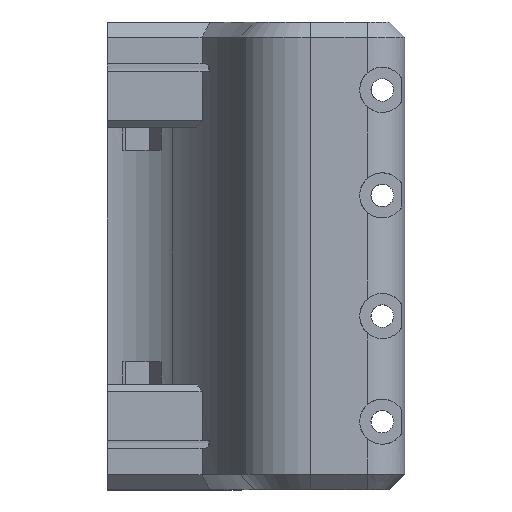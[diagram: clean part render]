
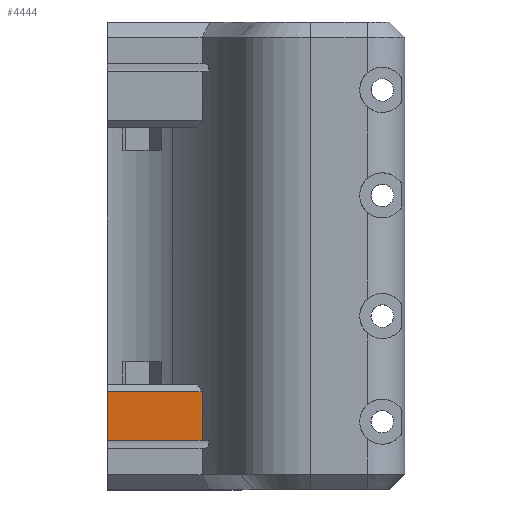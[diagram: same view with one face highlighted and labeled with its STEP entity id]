
A CAD part, top view. The second image highlights one B-rep face of the part: STEP entity #4444.
In plain terms, the highlighted planar face has unit normal (0, 0, 1).
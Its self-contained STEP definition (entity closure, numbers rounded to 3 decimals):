
#369 = PLANE('',#370);
#370 = AXIS2_PLACEMENT_3D('',#371,#372,#373);
#371 = CARTESIAN_POINT('',(0.,5.,1.));
#372 = DIRECTION('',(1.,0.,0.));
#373 = DIRECTION('',(-0.,0.,1.));
#1553 = VERTEX_POINT('',#1554);
#1554 = CARTESIAN_POINT('',(0.,-24.5,14.));
#1568 = PLANE('',#1569);
#1569 = AXIS2_PLACEMENT_3D('',#1570,#1571,#1572);
#1570 = CARTESIAN_POINT('',(16.4,-24.5,3.969));
#1571 = DIRECTION('',(0.,1.,0.));
#1572 = DIRECTION('',(0.,0.,1.));
#1579 = EDGE_CURVE('',#1553,#1580,#1582,.T.);
#1580 = VERTEX_POINT('',#1581);
#1581 = CARTESIAN_POINT('',(0.,-18.,14.));
#1582 = SURFACE_CURVE('',#1583,(#1587,#1594),.PCURVE_S1.);
#1583 = LINE('',#1584,#1585);
#1584 = CARTESIAN_POINT('',(0.,-31.,14.));
#1585 = VECTOR('',#1586,1.);
#1586 = DIRECTION('',(0.,1.,0.));
#1587 = PCURVE('',#369,#1588);
#1588 = DEFINITIONAL_REPRESENTATION('',(#1589),#1593);
#1589 = LINE('',#1590,#1591);
#1590 = CARTESIAN_POINT('',(13.,36.));
#1591 = VECTOR('',#1592,1.);
#1592 = DIRECTION('',(0.,-1.));
#1593 = ( GEOMETRIC_REPRESENTATION_CONTEXT(2) 
PARAMETRIC_REPRESENTATION_CONTEXT() REPRESENTATION_CONTEXT('2D SPACE',''
  ) );
#1594 = PCURVE('',#1595,#1600);
#1595 = PLANE('',#1596);
#1596 = AXIS2_PLACEMENT_3D('',#1597,#1598,#1599);
#1597 = CARTESIAN_POINT('',(0.,-31.,14.));
#1598 = DIRECTION('',(0.,0.,-1.));
#1599 = DIRECTION('',(1.,0.,0.));
#1600 = DEFINITIONAL_REPRESENTATION('',(#1601),#1605);
#1601 = LINE('',#1602,#1603);
#1602 = CARTESIAN_POINT('',(0.,0.));
#1603 = VECTOR('',#1604,1.);
#1604 = DIRECTION('',(0.,-1.));
#1605 = ( GEOMETRIC_REPRESENTATION_CONTEXT(2) 
PARAMETRIC_REPRESENTATION_CONTEXT() REPRESENTATION_CONTEXT('2D SPACE',''
  ) );
#1623 = PLANE('',#1624);
#1624 = AXIS2_PLACEMENT_3D('',#1625,#1626,#1627);
#1625 = CARTESIAN_POINT('',(0.,-17.5,13.5));
#1626 = DIRECTION('',(0.,0.707,0.707));
#1627 = DIRECTION('',(-1.,0.,0.));
#4335 = CYLINDRICAL_SURFACE('',#4336,43.);
#4336 = AXIS2_PLACEMENT_3D('',#4337,#4338,#4339);
#4337 = CARTESIAN_POINT('',(-22.574,0.,
    38.747));
#4338 = DIRECTION('',(0.,-1.,0.));
#4339 = DIRECTION('',(1.,0.,0.));
#4375 = VERTEX_POINT('',#4376);
#4376 = CARTESIAN_POINT('',(12.592,-18.,14.));
#4424 = EDGE_CURVE('',#1580,#4375,#4425,.T.);
#4425 = SURFACE_CURVE('',#4426,(#4430,#4437),.PCURVE_S1.);
#4426 = LINE('',#4427,#4428);
#4427 = CARTESIAN_POINT('',(0.,-18.,14.));
#4428 = VECTOR('',#4429,1.);
#4429 = DIRECTION('',(1.,0.,0.));
#4430 = PCURVE('',#1623,#4431);
#4431 = DEFINITIONAL_REPRESENTATION('',(#4432),#4436);
#4432 = LINE('',#4433,#4434);
#4433 = CARTESIAN_POINT('',(-0.,0.707));
#4434 = VECTOR('',#4435,1.);
#4435 = DIRECTION('',(-1.,0.));
#4436 = ( GEOMETRIC_REPRESENTATION_CONTEXT(2) 
PARAMETRIC_REPRESENTATION_CONTEXT() REPRESENTATION_CONTEXT('2D SPACE',''
  ) );
#4437 = PCURVE('',#1595,#4438);
#4438 = DEFINITIONAL_REPRESENTATION('',(#4439),#4443);
#4439 = LINE('',#4440,#4441);
#4440 = CARTESIAN_POINT('',(0.,-13.));
#4441 = VECTOR('',#4442,1.);
#4442 = DIRECTION('',(1.,0.));
#4443 = ( GEOMETRIC_REPRESENTATION_CONTEXT(2) 
PARAMETRIC_REPRESENTATION_CONTEXT() REPRESENTATION_CONTEXT('2D SPACE',''
  ) );
#4444 = ADVANCED_FACE('',(#4445),#1595,.F.);
#4445 = FACE_BOUND('',#4446,.F.);
#4446 = EDGE_LOOP('',(#4447,#4491,#4512,#4513));
#4447 = ORIENTED_EDGE('',*,*,#4448,.F.);
#4448 = EDGE_CURVE('',#4449,#4375,#4451,.T.);
#4449 = VERTEX_POINT('',#4450);
#4450 = CARTESIAN_POINT('',(12.592,-24.5,14.));
#4451 = SURFACE_CURVE('',#4452,(#4456,#4462),.PCURVE_S1.);
#4452 = LINE('',#4453,#4454);
#4453 = CARTESIAN_POINT('',(12.592,0.,14.));
#4454 = VECTOR('',#4455,1.);
#4455 = DIRECTION('',(0.,1.,0.));
#4456 = PCURVE('',#1595,#4457);
#4457 = DEFINITIONAL_REPRESENTATION('',(#4458),#4461);
#4458 = B_SPLINE_CURVE_WITH_KNOTS('',1,(#4459,#4460),.UNSPECIFIED.,.F.,
  .F.,(2,2),(-31.,-15.6),.PIECEWISE_BEZIER_KNOTS.);
#4459 = CARTESIAN_POINT('',(12.592,0.));
#4460 = CARTESIAN_POINT('',(12.592,-15.4));
#4461 = ( GEOMETRIC_REPRESENTATION_CONTEXT(2) 
PARAMETRIC_REPRESENTATION_CONTEXT() REPRESENTATION_CONTEXT('2D SPACE',''
  ) );
#4462 = PCURVE('',#4335,#4463);
#4463 = DEFINITIONAL_REPRESENTATION('',(#4464),#4490);
#4464 = B_SPLINE_CURVE_WITH_KNOTS('',3,(#4465,#4466,#4467,#4468,#4469,
    #4470,#4471,#4472,#4473,#4474,#4475,#4476,#4477,#4478,#4479,#4480,
    #4481,#4482,#4483,#4484,#4485,#4486,#4487,#4488,#4489),
  .UNSPECIFIED.,.F.,.F.,(4,1,1,1,1,1,1,1,1,1,1,1,1,1,1,1,1,1,1,1,1,1,4),
  (-24.5,-24.205,-23.909,-23.614,-23.318
    ,-23.023,-22.727,-22.432,-22.136,
    -21.841,-21.545,-21.25,-20.955,
    -20.659,-20.364,-20.068,-19.773,
    -19.477,-19.182,-18.886,-18.591,
    -18.295,-18.),.QUASI_UNIFORM_KNOTS.);
#4465 = CARTESIAN_POINT('',(5.67,24.5));
#4466 = CARTESIAN_POINT('',(5.67,24.402));
#4467 = CARTESIAN_POINT('',(5.67,24.205));
#4468 = CARTESIAN_POINT('',(5.67,23.909));
#4469 = CARTESIAN_POINT('',(5.67,23.614));
#4470 = CARTESIAN_POINT('',(5.67,23.318));
#4471 = CARTESIAN_POINT('',(5.67,23.023));
#4472 = CARTESIAN_POINT('',(5.67,22.727));
#4473 = CARTESIAN_POINT('',(5.67,22.432));
#4474 = CARTESIAN_POINT('',(5.67,22.136));
#4475 = CARTESIAN_POINT('',(5.67,21.841));
#4476 = CARTESIAN_POINT('',(5.67,21.545));
#4477 = CARTESIAN_POINT('',(5.67,21.25));
#4478 = CARTESIAN_POINT('',(5.67,20.955));
#4479 = CARTESIAN_POINT('',(5.67,20.659));
#4480 = CARTESIAN_POINT('',(5.67,20.364));
#4481 = CARTESIAN_POINT('',(5.67,20.068));
#4482 = CARTESIAN_POINT('',(5.67,19.773));
#4483 = CARTESIAN_POINT('',(5.67,19.477));
#4484 = CARTESIAN_POINT('',(5.67,19.182));
#4485 = CARTESIAN_POINT('',(5.67,18.886));
#4486 = CARTESIAN_POINT('',(5.67,18.591));
#4487 = CARTESIAN_POINT('',(5.67,18.295));
#4488 = CARTESIAN_POINT('',(5.67,18.098));
#4489 = CARTESIAN_POINT('',(5.67,18.));
#4490 = ( GEOMETRIC_REPRESENTATION_CONTEXT(2) 
PARAMETRIC_REPRESENTATION_CONTEXT() REPRESENTATION_CONTEXT('2D SPACE',''
  ) );
#4491 = ORIENTED_EDGE('',*,*,#4492,.T.);
#4492 = EDGE_CURVE('',#4449,#1553,#4493,.T.);
#4493 = SURFACE_CURVE('',#4494,(#4498,#4505),.PCURVE_S1.);
#4494 = LINE('',#4495,#4496);
#4495 = CARTESIAN_POINT('',(16.4,-24.5,14.));
#4496 = VECTOR('',#4497,1.);
#4497 = DIRECTION('',(-1.,0.,0.));
#4498 = PCURVE('',#1595,#4499);
#4499 = DEFINITIONAL_REPRESENTATION('',(#4500),#4504);
#4500 = LINE('',#4501,#4502);
#4501 = CARTESIAN_POINT('',(16.4,-6.5));
#4502 = VECTOR('',#4503,1.);
#4503 = DIRECTION('',(-1.,0.));
#4504 = ( GEOMETRIC_REPRESENTATION_CONTEXT(2) 
PARAMETRIC_REPRESENTATION_CONTEXT() REPRESENTATION_CONTEXT('2D SPACE',''
  ) );
#4505 = PCURVE('',#1568,#4506);
#4506 = DEFINITIONAL_REPRESENTATION('',(#4507),#4511);
#4507 = LINE('',#4508,#4509);
#4508 = CARTESIAN_POINT('',(10.031,0.));
#4509 = VECTOR('',#4510,1.);
#4510 = DIRECTION('',(0.,-1.));
#4511 = ( GEOMETRIC_REPRESENTATION_CONTEXT(2) 
PARAMETRIC_REPRESENTATION_CONTEXT() REPRESENTATION_CONTEXT('2D SPACE',''
  ) );
#4512 = ORIENTED_EDGE('',*,*,#1579,.T.);
#4513 = ORIENTED_EDGE('',*,*,#4424,.T.);
